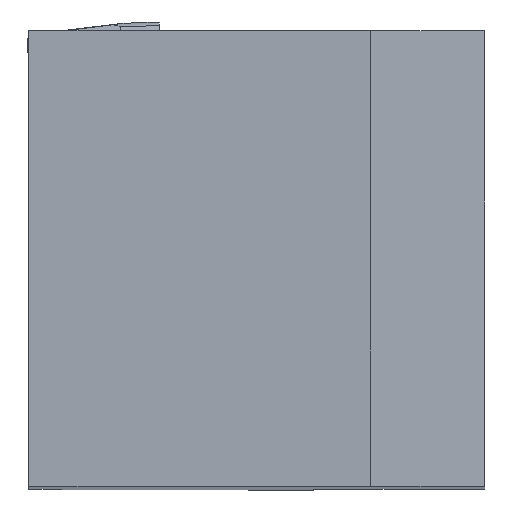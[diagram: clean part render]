
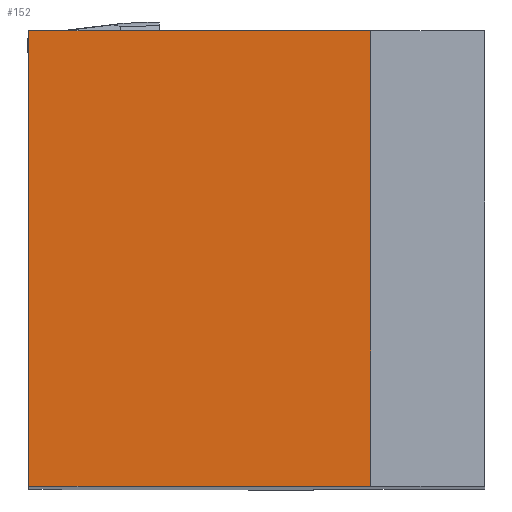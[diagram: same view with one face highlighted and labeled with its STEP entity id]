
A CAD part, top view. The second image highlights one B-rep face of the part: STEP entity #152.
In plain terms, the highlighted planar face has unit normal (0, 0, 1).
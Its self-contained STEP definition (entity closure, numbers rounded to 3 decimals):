
#152=ADVANCED_FACE('',(#221),#185,.T.);
#185=PLANE('',#959);
#221=FACE_OUTER_BOUND('',#265,.T.);
#265=EDGE_LOOP('',(#427,#428,#429,#430));
#427=ORIENTED_EDGE('',*,*,#635,.T.);
#428=ORIENTED_EDGE('',*,*,#644,.T.);
#429=ORIENTED_EDGE('',*,*,#623,.T.);
#430=ORIENTED_EDGE('',*,*,#641,.T.);
#535=VERTEX_POINT('',#1363);
#536=VERTEX_POINT('',#1365);
#546=VERTEX_POINT('',#1387);
#547=VERTEX_POINT('',#1389);
#623=EDGE_CURVE('',#536,#535,#712,.T.);
#635=EDGE_CURVE('',#547,#546,#724,.T.);
#641=EDGE_CURVE('',#535,#547,#730,.T.);
#644=EDGE_CURVE('',#546,#536,#733,.T.);
#712=LINE('',#1364,#801);
#724=LINE('',#1388,#813);
#730=LINE('',#1398,#819);
#733=LINE('',#1403,#822);
#801=VECTOR('',#1113,1.);
#813=VECTOR('',#1127,1.);
#819=VECTOR('',#1137,1.);
#822=VECTOR('',#1144,1.);
#959=AXIS2_PLACEMENT_3D('',#1404,#1145,#1146);
#1113=DIRECTION('',(-1.,0.,0.));
#1127=DIRECTION('',(1.,0.,0.));
#1137=DIRECTION('',(0.,-1.,0.));
#1144=DIRECTION('',(0.,1.,0.));
#1145=DIRECTION('',(0.,0.,1.));
#1146=DIRECTION('',(-1.,0.,0.));
#1363=CARTESIAN_POINT('',(0.,12.,0.));
#1364=CARTESIAN_POINT('',(12.,12.,0.));
#1365=CARTESIAN_POINT('',(9.,12.,0.));
#1387=CARTESIAN_POINT('',(9.,0.,0.));
#1388=CARTESIAN_POINT('',(0.,0.,0.));
#1389=CARTESIAN_POINT('',(0.,0.,0.));
#1398=CARTESIAN_POINT('',(0.,12.,0.));
#1403=CARTESIAN_POINT('',(9.,12.,0.));
#1404=CARTESIAN_POINT('',(0.,12.,0.));
